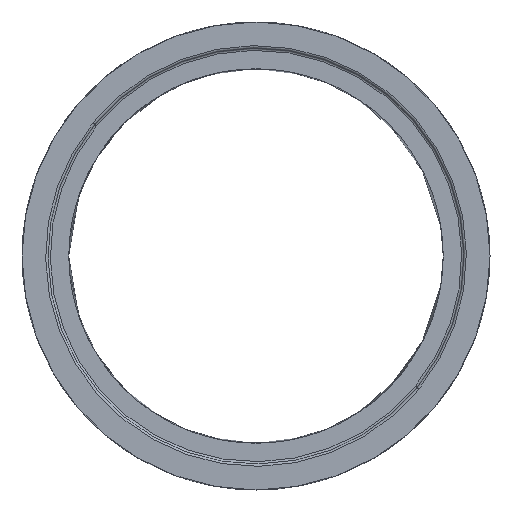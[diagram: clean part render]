
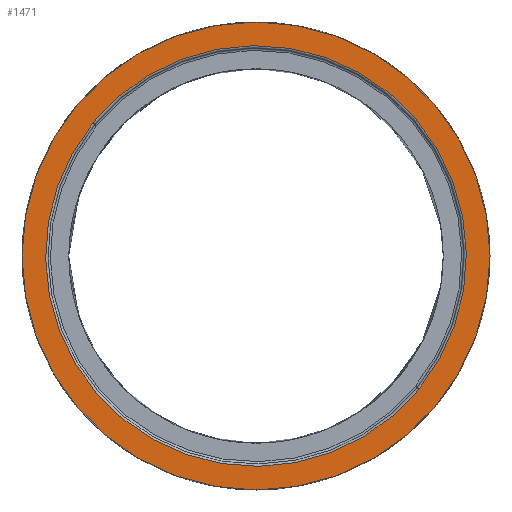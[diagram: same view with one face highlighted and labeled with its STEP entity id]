
A CAD part, front view. The second image highlights one B-rep face of the part: STEP entity #1471.
In plain terms, the highlighted face is planar.
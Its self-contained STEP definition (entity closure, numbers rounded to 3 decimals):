
#117 = DIRECTION ( 'NONE',  ( 1., 0., 0. ) ) ;
#1471 = ADVANCED_FACE ( 'NONE', ( #20763, #5356 ), #12413, .F. ) ;
#1628 = CARTESIAN_POINT ( 'NONE',  ( 0., 0., -145. ) ) ;
#1994 = VERTEX_POINT ( 'NONE', #15308 ) ;
#2320 = DIRECTION ( 'NONE',  ( 0., 0., 1. ) ) ;
#2490 = EDGE_CURVE ( 'NONE', #9634, #11467, #2523, .T. ) ;
#2523 = CIRCLE ( 'NONE', #12874, 899. ) ;
#3079 = EDGE_CURVE ( 'NONE', #1994, #21596, #18791, .T. ) ;
#4520 = AXIS2_PLACEMENT_3D ( 'NONE', #1628, #7382, #117 ) ;
#5246 = DIRECTION ( 'NONE',  ( 0., 0., 1. ) ) ;
#5356 = FACE_OUTER_BOUND ( 'NONE', #10872, .T. ) ;
#6112 = ORIENTED_EDGE ( 'NONE', *, *, #3079, .F. ) ;
#7382 = DIRECTION ( 'NONE',  ( 0., 0., 1. ) ) ;
#7635 = ORIENTED_EDGE ( 'NONE', *, *, #2490, .T. ) ;
#8338 = DIRECTION ( 'NONE',  ( 0., 0., 1. ) ) ;
#8489 = DIRECTION ( 'NONE',  ( 1., 0., 0. ) ) ;
#8839 = AXIS2_PLACEMENT_3D ( 'NONE', #18164, #2320, #16423 ) ;
#9634 = VERTEX_POINT ( 'NONE', #19745 ) ;
#9769 = CARTESIAN_POINT ( 'NONE',  ( 0., 0., -145. ) ) ;
#10080 = DIRECTION ( 'NONE',  ( 0.775, 0.632, 0. ) ) ;
#10872 = EDGE_LOOP ( 'NONE', ( #17301, #6112 ) ) ;
#11384 = AXIS2_PLACEMENT_3D ( 'NONE', #11963, #5246, #8489 ) ;
#11467 = VERTEX_POINT ( 'NONE', #12513 ) ;
#11534 = CIRCLE ( 'NONE', #4520, 1000. ) ;
#11963 = CARTESIAN_POINT ( 'NONE',  ( 0., 0., -145. ) ) ;
#12413 = PLANE ( 'NONE',  #11384 ) ;
#12513 = CARTESIAN_POINT ( 'NONE',  ( -696.391, -568.543, -145. ) ) ;
#12874 = AXIS2_PLACEMENT_3D ( 'NONE', #22461, #8338, #10080 ) ;
#13319 = CARTESIAN_POINT ( 'NONE',  ( 1000., 0., -145. ) ) ;
#14896 = ORIENTED_EDGE ( 'NONE', *, *, #17200, .T. ) ;
#15308 = CARTESIAN_POINT ( 'NONE',  ( -1000., 0., -145. ) ) ;
#16423 = DIRECTION ( 'NONE',  ( 0.775, 0.632, 0. ) ) ;
#16823 = DIRECTION ( 'NONE',  ( 1., 0., 0. ) ) ;
#17200 = EDGE_CURVE ( 'NONE', #11467, #9634, #18813, .T. ) ;
#17301 = ORIENTED_EDGE ( 'NONE', *, *, #19743, .F. ) ;
#17343 = EDGE_LOOP ( 'NONE', ( #7635, #14896 ) ) ;
#18164 = CARTESIAN_POINT ( 'NONE',  ( 0., 0., -145. ) ) ;
#18791 = CIRCLE ( 'NONE', #21749, 1000. ) ;
#18813 = CIRCLE ( 'NONE', #8839, 899. ) ;
#19743 = EDGE_CURVE ( 'NONE', #21596, #1994, #11534, .T. ) ;
#19745 = CARTESIAN_POINT ( 'NONE',  ( 696.391, 568.543, -145. ) ) ;
#20763 = FACE_BOUND ( 'NONE', #17343, .T. ) ;
#21596 = VERTEX_POINT ( 'NONE', #13319 ) ;
#21749 = AXIS2_PLACEMENT_3D ( 'NONE', #9769, #22152, #16823 ) ;
#22152 = DIRECTION ( 'NONE',  ( 0., 0., 1. ) ) ;
#22461 = CARTESIAN_POINT ( 'NONE',  ( 0., 0., -145. ) ) ;
